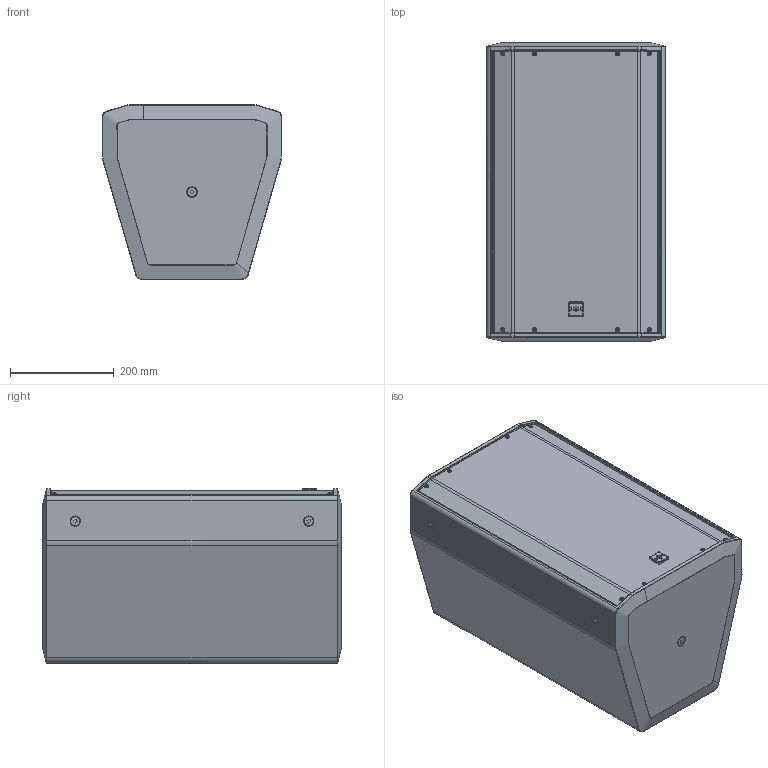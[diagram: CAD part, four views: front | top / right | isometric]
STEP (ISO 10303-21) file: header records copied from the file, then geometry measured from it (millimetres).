
FILE_DESCRIPTION (( 'STEP AP214' ), '1' );
FILE_NAME ('TNi-W12PRO - Full Assembly - Simplified Web.STEP', '2022-04-20T13:56:06', ( '' ), ( '' ), 'SwSTEP 2.0', 'SolidWorks 2019', '' );
FILE_SCHEMA (( 'AUTOMOTIVE_DESIGN' ));
Length unit declared in the file: millimetre
Products named in the file (1): TNi-W12PRO - Full Assembly - Simplified Web
Bounding box: 345 x 575 x 337.35 mm (x, y, z)
Volume: 56769793.7 mm3; surface area: 942411.6 mm2
Topology: 1 solids, 19 shells, 2777 faces, 6951 edges, 4179 vertices
Faces by surface type: plane 980, cylinder 926, torus 464, cone 202, bspline 123, sphere 82
Entity records: 133540 total; most frequent: CARTESIAN_POINT 38799, ORIENTED_EDGE 13742, DIRECTION 13462, EDGE_CURVE 6871, AXIS2_PLACEMENT_3D 5071, VERTEX_POINT 4177, LINE 3320, VECTOR 3320
